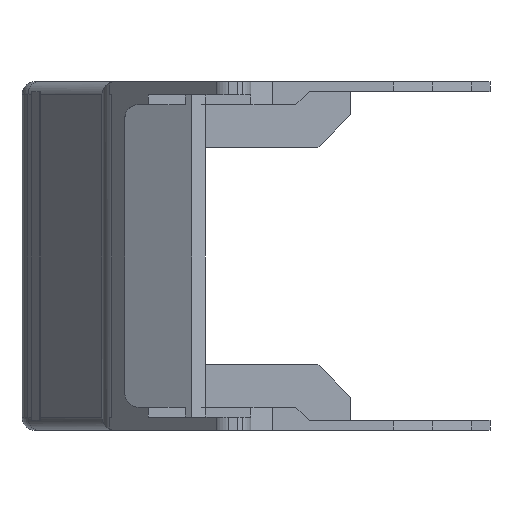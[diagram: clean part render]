
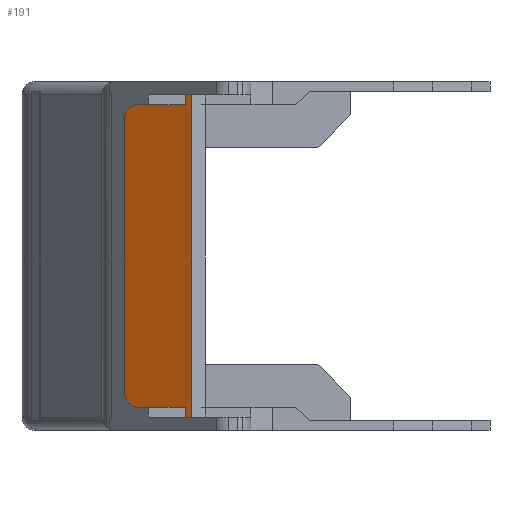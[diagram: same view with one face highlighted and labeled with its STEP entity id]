
A CAD part, left-side view. The second image highlights one B-rep face of the part: STEP entity #191.
In plain terms, the highlighted planar face has unit normal (-0.866, 0.5, 0).
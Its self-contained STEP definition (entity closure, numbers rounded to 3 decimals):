
#20 = EDGE_CURVE ( 'NONE', #1930, #1190, #1701, .T. ) ;
#115 = CARTESIAN_POINT ( 'NONE',  ( 68.7, 17.654, -53. ) ) ;
#149 = CARTESIAN_POINT ( 'NONE',  ( 73.405, 25.804, -49.5 ) ) ;
#163 = DIRECTION ( 'NONE',  ( -0.5, -0.866, 0. ) ) ;
#191 = ADVANCED_FACE ( 'NONE', ( #1461 ), #2834, .T. ) ;
#202 = EDGE_CURVE ( 'NONE', #1264, #2996, #1556, .T. ) ;
#208 = DIRECTION ( 'NONE',  ( 0., 0., 1. ) ) ;
#289 = EDGE_CURVE ( 'NONE', #1956, #4313, #1453, .T. ) ;
#349 = VECTOR ( 'NONE', #2617, 1000. ) ;
#449 = CARTESIAN_POINT ( 'NONE',  ( 74.56, 27.804, -5.5 ) ) ;
#458 = ORIENTED_EDGE ( 'NONE', *, *, #634, .T. ) ;
#634 = EDGE_CURVE ( 'NONE', #4280, #2996, #2918, .T. ) ;
#648 = EDGE_CURVE ( 'NONE', #1383, #4280, #3304, .T. ) ;
#1097 = CARTESIAN_POINT ( 'NONE',  ( 74.082, 26.976, -3.5 ) ) ;
#1148 = CARTESIAN_POINT ( 'NONE',  ( 74.56, 27.804, -53. ) ) ;
#1172 = EDGE_CURVE ( 'NONE', #1190, #1383, #1505, .T. ) ;
#1190 = VERTEX_POINT ( 'NONE', #449 ) ;
#1243 = VECTOR ( 'NONE', #3162, 1000. ) ;
#1264 = VERTEX_POINT ( 'NONE', #4172 ) ;
#1268 = VECTOR ( 'NONE', #4222, 1000. ) ;
#1383 = VERTEX_POINT ( 'NONE', #3628 ) ;
#1448 = CARTESIAN_POINT ( 'NONE',  ( 74.56, 27.804, -5.5 ) ) ;
#1453 = LINE ( 'NONE', #3544, #3125 ) ;
#1461 = FACE_OUTER_BOUND ( 'NONE', #3261, .T. ) ;
#1497 = DIRECTION ( 'NONE',  ( -0.5, -0.866, 0. ) ) ;
#1505 = LINE ( 'NONE', #1148, #3274 ) ;
#1529 = CARTESIAN_POINT ( 'NONE',  ( 68.7, 17.654, -3.5 ) ) ;
#1556 = LINE ( 'NONE', #4179, #1243 ) ;
#1662 = CARTESIAN_POINT ( 'NONE',  ( 68.7, 17.654, -2. ) ) ;
#1701 =( BOUNDED_CURVE ( )  B_SPLINE_CURVE ( 3, ( #2767, #1097, #3084, #1448 ),
 .UNSPECIFIED., .F., .F. ) 
 B_SPLINE_CURVE_WITH_KNOTS ( ( 4, 4 ),
 ( 4.712, 6.283 ),
 .UNSPECIFIED. ) 
 CURVE ( )  GEOMETRIC_REPRESENTATION_ITEM ( )  RATIONAL_B_SPLINE_CURVE ( ( 1., 0.805, 0.805, 1. ) ) 
 REPRESENTATION_ITEM ( '' )  );
#1716 = ORIENTED_EDGE ( 'NONE', *, *, #202, .F. ) ;
#1740 = ORIENTED_EDGE ( 'NONE', *, *, #20, .T. ) ;
#1755 = VECTOR ( 'NONE', #1497, 1000. ) ;
#1876 = CARTESIAN_POINT ( 'NONE',  ( 74.56, 27.804, -48.672 ) ) ;
#1913 = ORIENTED_EDGE ( 'NONE', *, *, #4125, .T. ) ;
#1922 = ORIENTED_EDGE ( 'NONE', *, *, #1172, .T. ) ;
#1930 = VERTEX_POINT ( 'NONE', #3843 ) ;
#1956 = VERTEX_POINT ( 'NONE', #3907 ) ;
#2030 = ORIENTED_EDGE ( 'NONE', *, *, #648, .T. ) ;
#2043 = CARTESIAN_POINT ( 'NONE',  ( 73.405, 25.804, -49.5 ) ) ;
#2130 = ORIENTED_EDGE ( 'NONE', *, *, #2816, .T. ) ;
#2142 = DIRECTION ( 'NONE',  ( 0., 0., -1. ) ) ;
#2203 = CARTESIAN_POINT ( 'NONE',  ( 74.082, 26.976, -49.5 ) ) ;
#2268 = CARTESIAN_POINT ( 'NONE',  ( 69.249, 18.605, -49.5 ) ) ;
#2362 = LINE ( 'NONE', #2727, #4140 ) ;
#2521 = LINE ( 'NONE', #3275, #349 ) ;
#2566 = VECTOR ( 'NONE', #3037, 1000. ) ;
#2588 = ORIENTED_EDGE ( 'NONE', *, *, #3849, .F. ) ;
#2617 = DIRECTION ( 'NONE',  ( 0.5, 0.866, 0. ) ) ;
#2727 = CARTESIAN_POINT ( 'NONE',  ( 75.137, 28.804, -51. ) ) ;
#2767 = CARTESIAN_POINT ( 'NONE',  ( 73.405, 25.804, -3.5 ) ) ;
#2816 = EDGE_CURVE ( 'NONE', #1264, #1956, #2362, .T. ) ;
#2834 = PLANE ( 'NONE',  #3156 ) ;
#2906 = EDGE_CURVE ( 'NONE', #4313, #3480, #2521, .T. ) ;
#2918 = LINE ( 'NONE', #3487, #1755 ) ;
#2996 = VERTEX_POINT ( 'NONE', #2268 ) ;
#3037 = DIRECTION ( 'NONE',  ( 0., 0., 1. ) ) ;
#3084 = CARTESIAN_POINT ( 'NONE',  ( 74.56, 27.804, -4.328 ) ) ;
#3125 = VECTOR ( 'NONE', #208, 1000. ) ;
#3156 = AXIS2_PLACEMENT_3D ( 'NONE', #115, #4196, #163 ) ;
#3162 = DIRECTION ( 'NONE',  ( 0., 0., 1. ) ) ;
#3184 = CARTESIAN_POINT ( 'NONE',  ( 69.249, 18.605, -2. ) ) ;
#3261 = EDGE_LOOP ( 'NONE', ( #1716, #2130, #3466, #4063, #2588, #1913, #1740, #1922, #2030, #458 ) ) ;
#3274 = VECTOR ( 'NONE', #2142, 1000. ) ;
#3275 = CARTESIAN_POINT ( 'NONE',  ( 68.7, 17.654, -2. ) ) ;
#3304 =( BOUNDED_CURVE ( )  B_SPLINE_CURVE ( 3, ( #4185, #1876, #2203, #149 ),
 .UNSPECIFIED., .F., .F. ) 
 B_SPLINE_CURVE_WITH_KNOTS ( ( 4, 4 ),
 ( 0., 1.571 ),
 .UNSPECIFIED. ) 
 CURVE ( )  GEOMETRIC_REPRESENTATION_ITEM ( )  RATIONAL_B_SPLINE_CURVE ( ( 1., 0.805, 0.805, 1. ) ) 
 REPRESENTATION_ITEM ( '' )  );
#3415 = CARTESIAN_POINT ( 'NONE',  ( 69.249, 18.605, -53. ) ) ;
#3445 = LINE ( 'NONE', #1529, #1268 ) ;
#3466 = ORIENTED_EDGE ( 'NONE', *, *, #289, .T. ) ;
#3480 = VERTEX_POINT ( 'NONE', #3184 ) ;
#3487 = CARTESIAN_POINT ( 'NONE',  ( 68.7, 17.654, -49.5 ) ) ;
#3544 = CARTESIAN_POINT ( 'NONE',  ( 68.7, 17.654, -53. ) ) ;
#3624 = VERTEX_POINT ( 'NONE', #3891 ) ;
#3628 = CARTESIAN_POINT ( 'NONE',  ( 74.56, 27.804, -47.5 ) ) ;
#3843 = CARTESIAN_POINT ( 'NONE',  ( 73.405, 25.804, -3.5 ) ) ;
#3849 = EDGE_CURVE ( 'NONE', #3624, #3480, #3930, .T. ) ;
#3891 = CARTESIAN_POINT ( 'NONE',  ( 69.249, 18.605, -3.5 ) ) ;
#3907 = CARTESIAN_POINT ( 'NONE',  ( 68.7, 17.654, -51. ) ) ;
#3930 = LINE ( 'NONE', #3415, #2566 ) ;
#4063 = ORIENTED_EDGE ( 'NONE', *, *, #2906, .T. ) ;
#4076 = DIRECTION ( 'NONE',  ( -0.5, -0.866, 0. ) ) ;
#4125 = EDGE_CURVE ( 'NONE', #3624, #1930, #3445, .T. ) ;
#4140 = VECTOR ( 'NONE', #4076, 1000. ) ;
#4172 = CARTESIAN_POINT ( 'NONE',  ( 69.249, 18.605, -51. ) ) ;
#4179 = CARTESIAN_POINT ( 'NONE',  ( 69.249, 18.605, -53. ) ) ;
#4185 = CARTESIAN_POINT ( 'NONE',  ( 74.56, 27.804, -47.5 ) ) ;
#4196 = DIRECTION ( 'NONE',  ( -0.866, 0.5, 0. ) ) ;
#4222 = DIRECTION ( 'NONE',  ( 0.5, 0.866, 0. ) ) ;
#4280 = VERTEX_POINT ( 'NONE', #2043 ) ;
#4313 = VERTEX_POINT ( 'NONE', #1662 ) ;
